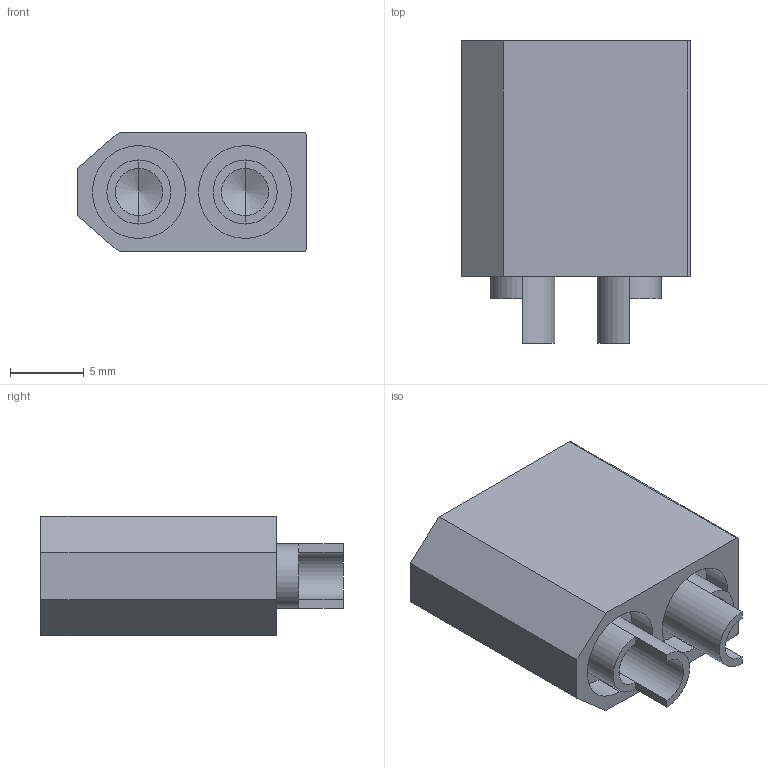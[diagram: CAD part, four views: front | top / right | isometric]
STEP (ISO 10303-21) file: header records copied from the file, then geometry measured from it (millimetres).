
FILE_DESCRIPTION (( 'STEP AP214' ), '1' );
FILE_NAME ('XT60 YELLOW.STEP', '2023-04-17T22:57:33', ( '' ), ( '' ), 'SwSTEP 2.0', 'SolidWorks 2021', '' );
FILE_SCHEMA (( 'AUTOMOTIVE_DESIGN' ));
Length unit declared in the file: millimetre
Products named in the file (1): XT60 YELLOW
Bounding box: 15.5 x 20.5 x 8.1 mm (x, y, z)
Volume: 1089.8 mm3; surface area: 2301.7 mm2
Topology: 3 solids, 3 shells, 134 faces, 326 edges, 204 vertices
Faces by surface type: plane 68, cylinder 42, cone 16, torus 8
Entity records: 4306 total; most frequent: CARTESIAN_POINT 1097, DIRECTION 676, ORIENTED_EDGE 636, EDGE_CURVE 318, AXIS2_PLACEMENT_3D 255, VERTEX_POINT 204, VECTOR 166, LINE 166
